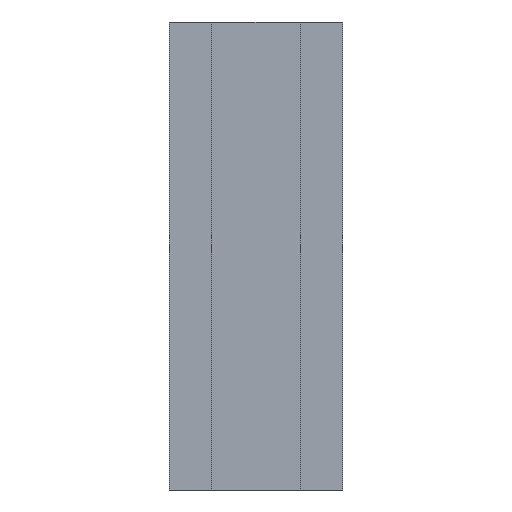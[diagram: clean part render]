
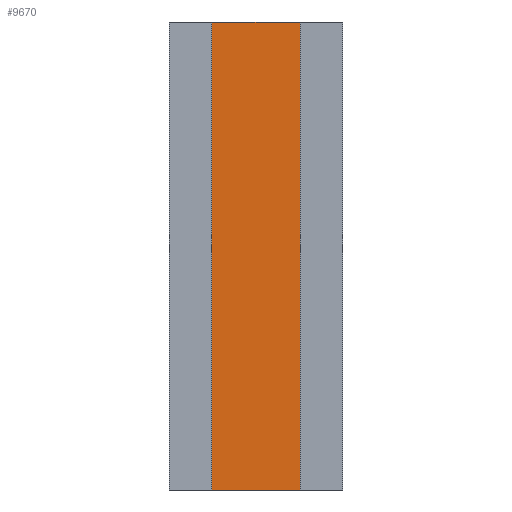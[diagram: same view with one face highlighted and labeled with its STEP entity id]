
A CAD part, front view. The second image highlights one B-rep face of the part: STEP entity #9670.
In plain terms, the highlighted planar face has unit normal (0, -1, 0).
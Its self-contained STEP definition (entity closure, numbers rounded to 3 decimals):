
#1840=CARTESIAN_POINT('',(-13.25,-15.913,0.));
#1850=VERTEX_POINT('',#1840);
#1880=CARTESIAN_POINT('',(0.,-15.913,0.));
#1890=DIRECTION('',(1.,0.,0.));
#1900=VECTOR('',#1890,1.);
#1910=LINE('',#1880,#1900);
#1920=CARTESIAN_POINT('',(5.75,-15.913,0.));
#1930=VERTEX_POINT('',#1920);
#1940=EDGE_CURVE('',#1850,#1930,#1910,.T.);
#6280=CARTESIAN_POINT('',(5.75,-15.913,0.));
#6290=DIRECTION('',(0.,0.,-1.));
#6300=VECTOR('',#6290,1.);
#6310=LINE('',#6280,#6300);
#6320=CARTESIAN_POINT('',(5.75,-15.913,100.));
#6330=VERTEX_POINT('',#6320);
#6340=EDGE_CURVE('',#6330,#1930,#6310,.T.);
#7810=CARTESIAN_POINT('',(0.,-15.913,100.));
#7820=DIRECTION('',(1.,0.,0.));
#7830=VECTOR('',#7820,1.);
#7840=LINE('',#7810,#7830);
#7850=CARTESIAN_POINT('',(-13.25,-15.913,100.));
#7860=VERTEX_POINT('',#7850);
#7870=EDGE_CURVE('',#7860,#6330,#7840,.T.);
#9510=CARTESIAN_POINT('',(5.75,-15.913,0.));
#9520=DIRECTION('',(-0.,-1.,-0.));
#9530=DIRECTION('',(-1.,0.,0.));
#9540=AXIS2_PLACEMENT_3D('',#9510,#9520,#9530);
#9550=PLANE('',#9540);
#9560=CARTESIAN_POINT('',(-13.25,-15.913,0.));
#9570=DIRECTION('',(0.,0.,-1.));
#9580=VECTOR('',#9570,1.);
#9590=LINE('',#9560,#9580);
#9600=EDGE_CURVE('',#7860,#1850,#9590,.T.);
#9610=ORIENTED_EDGE('',*,*,#9600,.T.);
#9620=ORIENTED_EDGE('',*,*,#7870,.F.);
#9630=ORIENTED_EDGE('',*,*,#6340,.F.);
#9640=ORIENTED_EDGE('',*,*,#1940,.T.);
#9650=EDGE_LOOP('',(#9640,#9630,#9620,#9610));
#9660=FACE_OUTER_BOUND('',#9650,.T.);
#9670=ADVANCED_FACE('',(#9660),#9550,.T.);
